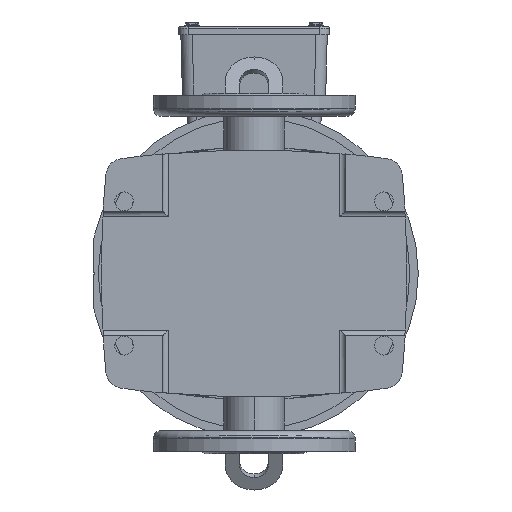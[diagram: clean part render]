
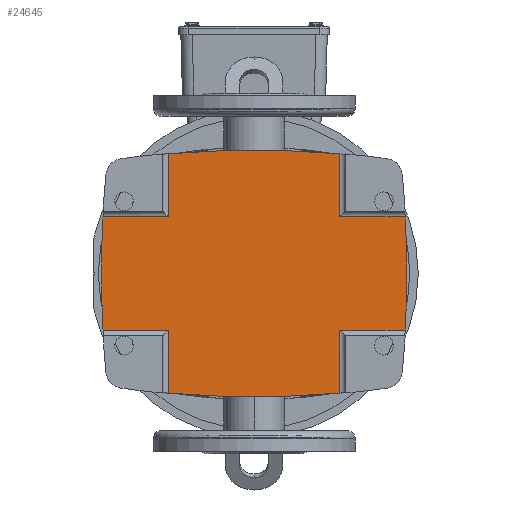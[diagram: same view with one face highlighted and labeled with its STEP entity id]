
A CAD part, front view. The second image highlights one B-rep face of the part: STEP entity #24645.
In plain terms, the highlighted planar face has unit normal (0, -1, 0).
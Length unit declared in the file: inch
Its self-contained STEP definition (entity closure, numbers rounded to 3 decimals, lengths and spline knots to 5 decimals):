
#169 = CARTESIAN_POINT ( 'NONE',  ( -1.54265, 0.19685, -4.59646 ) ) ;
#253 = DIRECTION ( 'NONE',  ( 0., 0., 1. ) ) ;
#696 = DIRECTION ( 'NONE',  ( 0., 0., 1. ) ) ;
#1336 = VERTEX_POINT ( 'NONE', #15655 ) ;
#1366 = DIRECTION ( 'NONE',  ( 1., 0., 0. ) ) ;
#1840 = EDGE_CURVE ( 'NONE', #56047, #50404, #62697, .T. ) ;
#2076 = DIRECTION ( 'NONE',  ( 0., 0., 1. ) ) ;
#3967 = CARTESIAN_POINT ( 'NONE',  ( -23.10315, 0.19685, 0. ) ) ;
#4514 = DIRECTION ( 'NONE',  ( 0., -1., 0. ) ) ;
#7704 = DIRECTION ( 'NONE',  ( 0., 0., 1. ) ) ;
#9321 = VERTEX_POINT ( 'NONE', #19230 ) ;
#9617 = EDGE_LOOP ( 'NONE', ( #47862, #74457, #33731, #63912, #49524, #16287, #60787, #76048, #73211, #37031, #35571, #60908, #62435, #67838 ) ) ;
#10363 = CARTESIAN_POINT ( 'NONE',  ( 0., 0.19685, 23.10236 ) ) ;
#10506 = CIRCLE ( 'NONE', #55645, 26.47079 ) ;
#11521 = DIRECTION ( 'NONE',  ( 0., 0., 1. ) ) ;
#11709 = DIRECTION ( 'NONE',  ( 0., -1., 0. ) ) ;
#11759 = CARTESIAN_POINT ( 'NONE',  ( 1.54265, 0.19685, 2.33625 ) ) ;
#13689 = CARTESIAN_POINT ( 'NONE',  ( -1.54265, 0.19685, -2.33625 ) ) ;
#13987 = CARTESIAN_POINT ( 'NONE',  ( -4.59646, 0.19685, 2.33625 ) ) ;
#14038 = CARTESIAN_POINT ( 'NONE',  ( -4.59646, 0.19685, 2.33625 ) ) ;
#14292 = CARTESIAN_POINT ( 'NONE',  ( -1.54265, 0.19685, 4.11924 ) ) ;
#14407 = CIRCLE ( 'NONE', #24568, 27.26527 ) ;
#15499 = LINE ( 'NONE', #14038, #58131 ) ;
#15655 = CARTESIAN_POINT ( 'NONE',  ( -1.54265, 0.19685, 2.33625 ) ) ;
#16287 = ORIENTED_EDGE ( 'NONE', *, *, #30412, .F. ) ;
#17090 = DIRECTION ( 'NONE',  ( 0., 0., 1. ) ) ;
#18038 = CARTESIAN_POINT ( 'NONE',  ( -1.54265, 0.19685, -4.59646 ) ) ;
#19230 = CARTESIAN_POINT ( 'NONE',  ( 1.54265, 0.19685, 4.11924 ) ) ;
#20231 = VECTOR ( 'NONE', #253, 39.37008 ) ;
#20681 = PLANE ( 'NONE',  #76640 ) ;
#21126 = CIRCLE ( 'NONE', #48400, 27.26527 ) ;
#21632 = CARTESIAN_POINT ( 'NONE',  ( -4.59646, 0.19685, -2.33625 ) ) ;
#23083 = CARTESIAN_POINT ( 'NONE',  ( -1.54265, 0.19685, -4.11924 ) ) ;
#23566 = VERTEX_POINT ( 'NONE', #14292 ) ;
#23651 = EDGE_CURVE ( 'NONE', #69981, #42965, #51988, .T. ) ;
#24131 = EDGE_CURVE ( 'NONE', #65222, #42965, #74175, .T. ) ;
#24568 = AXIS2_PLACEMENT_3D ( 'NONE', #10363, #53636, #27909 ) ;
#24645 = ADVANCED_FACE ( 'NONE', ( #47925 ), #20681, .F. ) ;
#25493 = CARTESIAN_POINT ( 'NONE',  ( 23.10315, 0.19685, 0. ) ) ;
#27877 = DIRECTION ( 'NONE',  ( 1., 0., 0. ) ) ;
#27909 = DIRECTION ( 'NONE',  ( 0., 0., 1. ) ) ;
#28073 = VERTEX_POINT ( 'NONE', #32723 ) ;
#28461 = VERTEX_POINT ( 'NONE', #80226 ) ;
#28520 = DIRECTION ( 'NONE',  ( 0., 0., 1. ) ) ;
#28942 = EDGE_CURVE ( 'NONE', #9321, #28073, #53379, .T. ) ;
#30068 = CARTESIAN_POINT ( 'NONE',  ( 0., 0.19685, -23.10236 ) ) ;
#30412 = EDGE_CURVE ( 'NONE', #28461, #65222, #14407, .T. ) ;
#31749 = AXIS2_PLACEMENT_3D ( 'NONE', #44742, #56662, #7704 ) ;
#32723 = CARTESIAN_POINT ( 'NONE',  ( 0., 0.19685, 4.16291 ) ) ;
#32948 = CARTESIAN_POINT ( 'NONE',  ( -4.59646, 0.19685, -2.33625 ) ) ;
#33731 = ORIENTED_EDGE ( 'NONE', *, *, #72471, .T. ) ;
#33851 = AXIS2_PLACEMENT_3D ( 'NONE', #30068, #11709, #17090 ) ;
#34247 = DIRECTION ( 'NONE',  ( 0., 1., 0. ) ) ;
#34951 = VERTEX_POINT ( 'NONE', #11759 ) ;
#35571 = ORIENTED_EDGE ( 'NONE', *, *, #36257, .F. ) ;
#36257 = EDGE_CURVE ( 'NONE', #34951, #46134, #15499, .T. ) ;
#37031 = ORIENTED_EDGE ( 'NONE', *, *, #71037, .F. ) ;
#37186 = CARTESIAN_POINT ( 'NONE',  ( 1.54265, 0.19685, -4.11924 ) ) ;
#38535 = DIRECTION ( 'NONE',  ( 0., -1., 0. ) ) ;
#39426 = CARTESIAN_POINT ( 'NONE',  ( -1.54265, 0.19685, -4.59646 ) ) ;
#39481 = VECTOR ( 'NONE', #27877, 39.37008 ) ;
#39599 = LINE ( 'NONE', #13987, #53212 ) ;
#41150 = VECTOR ( 'NONE', #2076, 39.37008 ) ;
#41983 = EDGE_CURVE ( 'NONE', #34951, #9321, #71006, .T. ) ;
#42965 = VERTEX_POINT ( 'NONE', #13689 ) ;
#43062 = CARTESIAN_POINT ( 'NONE',  ( 1.54265, 0.19685, -4.59646 ) ) ;
#44742 = CARTESIAN_POINT ( 'NONE',  ( 0., 0.19685, 23.10236 ) ) ;
#45699 = EDGE_CURVE ( 'NONE', #1336, #23566, #61903, .T. ) ;
#46134 = VERTEX_POINT ( 'NONE', #74278 ) ;
#46627 = EDGE_CURVE ( 'NONE', #73935, #28461, #68493, .T. ) ;
#47862 = ORIENTED_EDGE ( 'NONE', *, *, #45699, .F. ) ;
#47925 = FACE_OUTER_BOUND ( 'NONE', #9617, .T. ) ;
#48400 = AXIS2_PLACEMENT_3D ( 'NONE', #54515, #4514, #11521 ) ;
#49524 = ORIENTED_EDGE ( 'NONE', *, *, #24131, .F. ) ;
#50404 = VERTEX_POINT ( 'NONE', #62420 ) ;
#50570 = EDGE_CURVE ( 'NONE', #50791, #1336, #39599, .T. ) ;
#50581 = VECTOR ( 'NONE', #62814, 39.37008 ) ;
#50791 = VERTEX_POINT ( 'NONE', #78297 ) ;
#51988 = LINE ( 'NONE', #32948, #79046 ) ;
#53212 = VECTOR ( 'NONE', #75391, 39.37008 ) ;
#53379 = CIRCLE ( 'NONE', #33851, 27.26527 ) ;
#53636 = DIRECTION ( 'NONE',  ( 0., 1., 0. ) ) ;
#54515 = CARTESIAN_POINT ( 'NONE',  ( 0., 0.19685, -23.10236 ) ) ;
#55645 = AXIS2_PLACEMENT_3D ( 'NONE', #25493, #38535, #696 ) ;
#56047 = VERTEX_POINT ( 'NONE', #79823 ) ;
#56662 = DIRECTION ( 'NONE',  ( 0., 1., 0. ) ) ;
#56720 = CARTESIAN_POINT ( 'NONE',  ( -3.26434, 0.19685, -2.33625 ) ) ;
#58131 = VECTOR ( 'NONE', #1366, 39.37008 ) ;
#60787 = ORIENTED_EDGE ( 'NONE', *, *, #46627, .F. ) ;
#60908 = ORIENTED_EDGE ( 'NONE', *, *, #41983, .T. ) ;
#61903 = LINE ( 'NONE', #18038, #20231 ) ;
#62420 = CARTESIAN_POINT ( 'NONE',  ( 3.26434, 0.19685, -2.33625 ) ) ;
#62435 = ORIENTED_EDGE ( 'NONE', *, *, #28942, .T. ) ;
#62697 = LINE ( 'NONE', #21632, #39481 ) ;
#62814 = DIRECTION ( 'NONE',  ( 0., 0., 1. ) ) ;
#63727 = CARTESIAN_POINT ( 'NONE',  ( 1.54265, 0.19685, -4.59646 ) ) ;
#63912 = ORIENTED_EDGE ( 'NONE', *, *, #23651, .T. ) ;
#64325 = DIRECTION ( 'NONE',  ( 0., 0., 1. ) ) ;
#65222 = VERTEX_POINT ( 'NONE', #23083 ) ;
#67838 = ORIENTED_EDGE ( 'NONE', *, *, #72295, .T. ) ;
#67854 = CIRCLE ( 'NONE', #70584, 26.47079 ) ;
#68343 = VECTOR ( 'NONE', #68833, 39.37008 ) ;
#68377 = LINE ( 'NONE', #63727, #41150 ) ;
#68493 = CIRCLE ( 'NONE', #31749, 27.26527 ) ;
#68833 = DIRECTION ( 'NONE',  ( 0., 0., 1. ) ) ;
#69206 = DIRECTION ( 'NONE',  ( 1., 0., 0. ) ) ;
#69981 = VERTEX_POINT ( 'NONE', #56720 ) ;
#70046 = EDGE_CURVE ( 'NONE', #73935, #56047, #68377, .T. ) ;
#70584 = AXIS2_PLACEMENT_3D ( 'NONE', #3967, #34247, #28520 ) ;
#71006 = LINE ( 'NONE', #43062, #50581 ) ;
#71037 = EDGE_CURVE ( 'NONE', #46134, #50404, #67854, .T. ) ;
#72295 = EDGE_CURVE ( 'NONE', #28073, #23566, #21126, .T. ) ;
#72471 = EDGE_CURVE ( 'NONE', #50791, #69981, #10506, .T. ) ;
#73211 = ORIENTED_EDGE ( 'NONE', *, *, #1840, .T. ) ;
#73935 = VERTEX_POINT ( 'NONE', #37186 ) ;
#74175 = LINE ( 'NONE', #169, #68343 ) ;
#74278 = CARTESIAN_POINT ( 'NONE',  ( 3.26434, 0.19685, 2.33625 ) ) ;
#74457 = ORIENTED_EDGE ( 'NONE', *, *, #50570, .F. ) ;
#75391 = DIRECTION ( 'NONE',  ( 1., 0., 0. ) ) ;
#76048 = ORIENTED_EDGE ( 'NONE', *, *, #70046, .T. ) ;
#76469 = DIRECTION ( 'NONE',  ( 0., 1., 0. ) ) ;
#76640 = AXIS2_PLACEMENT_3D ( 'NONE', #39426, #76469, #64325 ) ;
#78297 = CARTESIAN_POINT ( 'NONE',  ( -3.26434, 0.19685, 2.33625 ) ) ;
#79046 = VECTOR ( 'NONE', #69206, 39.37008 ) ;
#79823 = CARTESIAN_POINT ( 'NONE',  ( 1.54265, 0.19685, -2.33625 ) ) ;
#80226 = CARTESIAN_POINT ( 'NONE',  ( 0., 0.19685, -4.16291 ) ) ;
